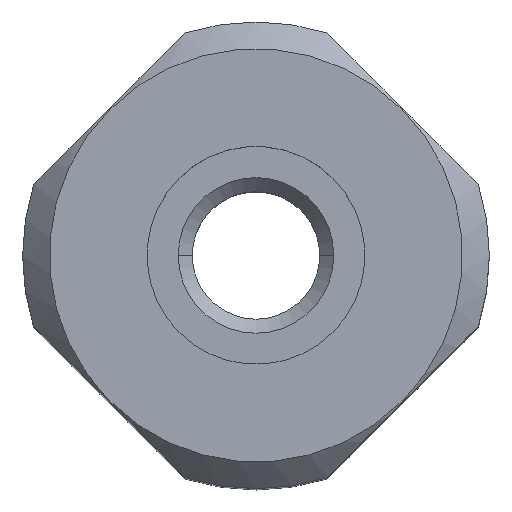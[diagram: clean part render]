
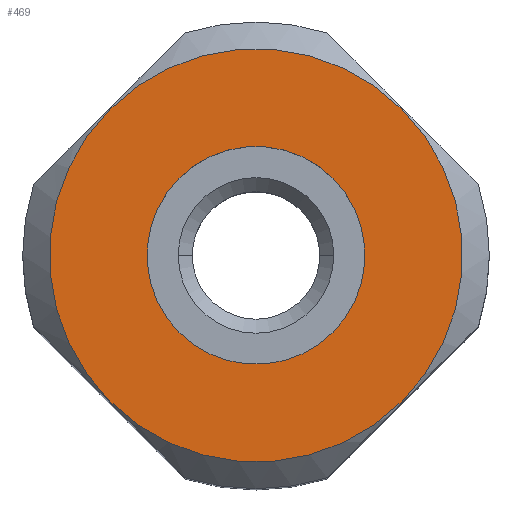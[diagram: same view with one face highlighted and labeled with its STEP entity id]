
A CAD part, top view. The second image highlights one B-rep face of the part: STEP entity #469.
In plain terms, the highlighted planar face has unit normal (0, 0, 1).
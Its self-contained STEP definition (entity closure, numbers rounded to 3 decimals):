
#295=EDGE_CURVE('',#709,#337,#803,.T.);
#337=VERTEX_POINT('',#849);
#353=EDGE_CURVE('',#337,#709,#865,.T.);
#419=EDGE_CURVE('',#633,#443,#942,.T.);
#443=VERTEX_POINT('',#970);
#469=ADVANCED_FACE('',(#998,#999),#1000,.T.);
#633=VERTEX_POINT('',#1179);
#657=EDGE_CURVE('',#443,#633,#1204,.T.);
#709=VERTEX_POINT('',#1259);
#803=CIRCLE('',#1364,4.2);
#849=CARTESIAN_POINT('',(-2.97,-2.97,0.));
#865=CIRCLE('',#1451,4.2);
#942=CIRCLE('',#1561,7.965);
#970=CARTESIAN_POINT('',(-5.632,-5.632,0.));
#998=FACE_BOUND('',#1654,.T.);
#999=FACE_OUTER_BOUND('',#1655,.T.);
#1000=PLANE('',#1656);
#1179=CARTESIAN_POINT('',(5.632,5.632,0.0));
#1204=CIRCLE('',#1991,7.965);
#1259=CARTESIAN_POINT('',(2.97,2.97,0.0));
#1364=AXIS2_PLACEMENT_3D('',#2194,#2195,#2196);
#1451=AXIS2_PLACEMENT_3D('',#2243,#2244,#2245);
#1561=AXIS2_PLACEMENT_3D('',#2364,#2365,#2366);
#1654=EDGE_LOOP('',(#2434,#2435));
#1655=EDGE_LOOP('',(#2436,#2437));
#1656=AXIS2_PLACEMENT_3D('',#2438,#2439,#2440);
#1991=AXIS2_PLACEMENT_3D('',#2671,#2672,#2673);
#2194=CARTESIAN_POINT('',(0.0,0.0,0.0));
#2195=DIRECTION('',(0.,0.,1.0));
#2196=DIRECTION('',(0.707,0.707,0.0));
#2243=CARTESIAN_POINT('',(0.0,0.0,0.0));
#2244=DIRECTION('',(0.,0.,1.0));
#2245=DIRECTION('',(0.707,0.707,0.0));
#2364=CARTESIAN_POINT('',(0.0,0.0,0.0));
#2365=DIRECTION('',(0.,0.,1.0));
#2366=DIRECTION('',(0.707,0.707,0.0));
#2434=ORIENTED_EDGE('',*,*,#295,.F.);
#2435=ORIENTED_EDGE('',*,*,#353,.F.);
#2436=ORIENTED_EDGE('',*,*,#419,.T.);
#2437=ORIENTED_EDGE('',*,*,#657,.T.);
#2438=CARTESIAN_POINT('',(4.301,4.301,0.0));
#2439=DIRECTION('',(0.,0.,1.0));
#2440=DIRECTION('',(0.707,0.707,0.0));
#2671=CARTESIAN_POINT('',(0.0,0.0,0.0));
#2672=DIRECTION('',(0.,0.,1.0));
#2673=DIRECTION('',(0.707,0.707,0.0));
